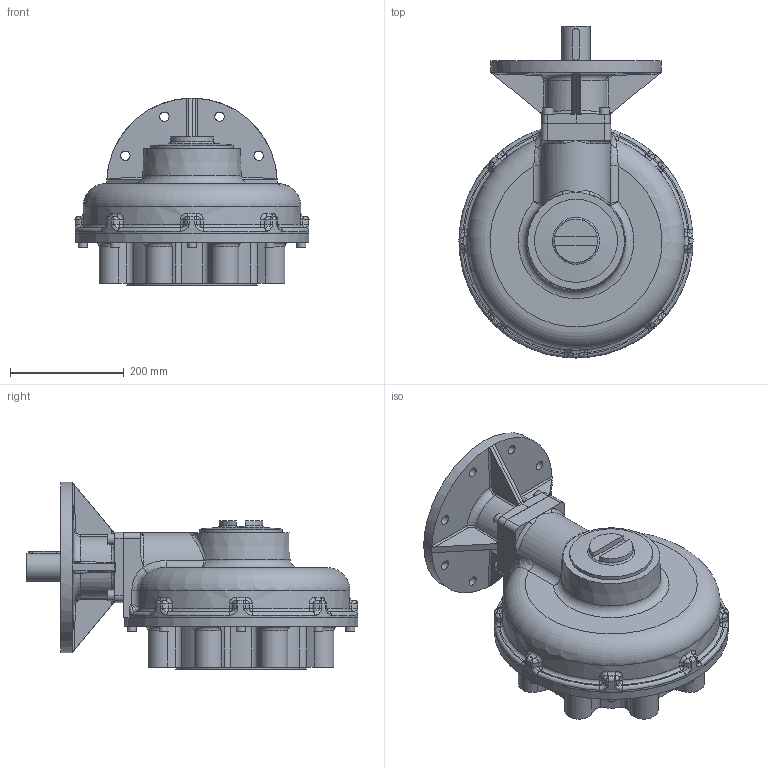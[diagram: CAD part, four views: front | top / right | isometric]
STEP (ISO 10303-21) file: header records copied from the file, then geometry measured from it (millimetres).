
FILE_DESCRIPTION(/* description */ ('Unknown'),/* implementation_level */ '2;1');
FILE_NAME(/* name */ 'PUBIB11-F25-F30_simplified',/* time_stamp */ '2015-12-10T08:57:50+00:00',/* author */ ('Unknown'),/* organization */ ('Unknown'),/* preprocessor_version */ 'ST-DEVELOPER v16',/* originating_system */ 'DEX',/* authorisation */ $);
FILE_SCHEMA (('AUTOMOTIVE_DESIGN {1 0 10303 214 3 1 1}'));
Length unit declared in the file: millimetre
Products named in the file (1): PUBIB11-F25-F30_simplified
Bounding box: 411.99 x 584.24 x 330.4 mm (x, y, z)
Surface area: 932345 mm2 (no closed solid volume)
Topology: 0 solids, 38 shells, 710 faces, 1831 edges, 1107 vertices
Faces by surface type: cylinder 188, plane 181, torus 154, bspline 124, cone 35, sphere 28
Full cylindrical faces by diameter (mm): 8.376 x1, 16 x8, 16.5 x8, 17.294 x8, 18 x4, 50 x1, 130.175 x1, 146.05 x1, 200 x1, 229.95 x1, 239.95 x1, 240 x1, 300 x1, 412 x1
Entity records: 34933 total; most frequent: CARTESIAN_POINT 14444, DIRECTION 3460, ORIENTED_EDGE 3179, EDGE_CURVE 1679, AXIS2_PLACEMENT_3D 1472, VERTEX_POINT 1082, FACE_BOUND 869, EDGE_LOOP 860
